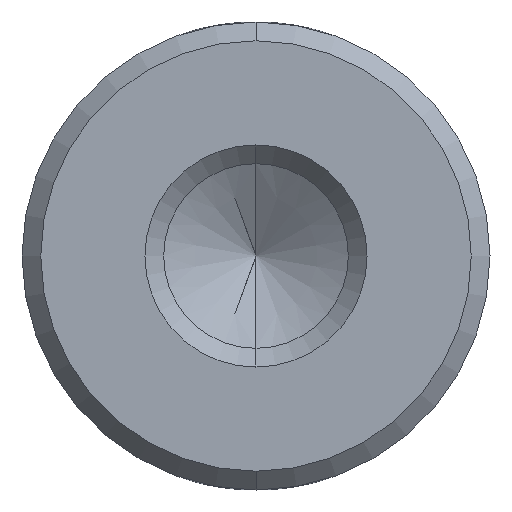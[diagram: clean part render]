
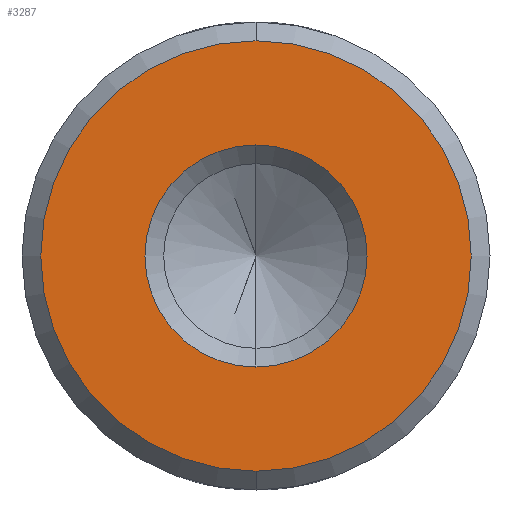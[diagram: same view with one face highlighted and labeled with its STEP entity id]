
A CAD part, front view. The second image highlights one B-rep face of the part: STEP entity #3287.
In plain terms, the highlighted planar face has unit normal (0, -1, 0).
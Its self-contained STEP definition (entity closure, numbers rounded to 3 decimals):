
#136 = CIRCLE ( 'NONE', #938, 5.829 ) ;
#149 = EDGE_CURVE ( 'NONE', #256, #3121, #185, .T. ) ;
#185 = CIRCLE ( 'NONE', #369, 3.008 ) ;
#196 = CARTESIAN_POINT ( 'NONE',  ( 0., 0., 5.829 ) ) ;
#256 = VERTEX_POINT ( 'NONE', #1343 ) ;
#285 = ORIENTED_EDGE ( 'NONE', *, *, #1868, .F. ) ;
#332 = FACE_OUTER_BOUND ( 'NONE', #2315, .T. ) ;
#369 = AXIS2_PLACEMENT_3D ( 'NONE', #2320, #502, #3387 ) ;
#502 = DIRECTION ( 'NONE',  ( 0., 1., 0. ) ) ;
#515 = ORIENTED_EDGE ( 'NONE', *, *, #535, .T. ) ;
#535 = EDGE_CURVE ( 'NONE', #3121, #256, #1865, .T. ) ;
#553 = CARTESIAN_POINT ( 'NONE',  ( 0., 0., 0. ) ) ;
#584 = EDGE_LOOP ( 'NONE', ( #515, #773 ) ) ;
#756 = DIRECTION ( 'NONE',  ( 0., 1., 0. ) ) ;
#773 = ORIENTED_EDGE ( 'NONE', *, *, #149, .T. ) ;
#937 = CARTESIAN_POINT ( 'NONE',  ( 0., 0., -3.008 ) ) ;
#938 = AXIS2_PLACEMENT_3D ( 'NONE', #1403, #3256, #1658 ) ;
#1055 = CARTESIAN_POINT ( 'NONE',  ( 0., 0., 0. ) ) ;
#1199 = CARTESIAN_POINT ( 'NONE',  ( 0., 0., -5.829 ) ) ;
#1321 = DIRECTION ( 'NONE',  ( 0., 0., 1. ) ) ;
#1341 = CIRCLE ( 'NONE', #2093, 5.829 ) ;
#1343 = CARTESIAN_POINT ( 'NONE',  ( 0., 0., 3.008 ) ) ;
#1403 = CARTESIAN_POINT ( 'NONE',  ( 0., 0., 0. ) ) ;
#1513 = PLANE ( 'NONE',  #3402 ) ;
#1658 = DIRECTION ( 'NONE',  ( 0., 0., 1. ) ) ;
#1734 = ORIENTED_EDGE ( 'NONE', *, *, #2995, .F. ) ;
#1865 = CIRCLE ( 'NONE', #2530, 3.008 ) ;
#1868 = EDGE_CURVE ( 'NONE', #2141, #2873, #136, .T. ) ;
#2030 = DIRECTION ( 'NONE',  ( 0., 1., 0. ) ) ;
#2093 = AXIS2_PLACEMENT_3D ( 'NONE', #1055, #2903, #1321 ) ;
#2141 = VERTEX_POINT ( 'NONE', #1199 ) ;
#2297 = CARTESIAN_POINT ( 'NONE',  ( 5.829, 0., 0. ) ) ;
#2315 = EDGE_LOOP ( 'NONE', ( #1734, #285 ) ) ;
#2320 = CARTESIAN_POINT ( 'NONE',  ( 0., 0., 0. ) ) ;
#2530 = AXIS2_PLACEMENT_3D ( 'NONE', #553, #2030, #2958 ) ;
#2576 = DIRECTION ( 'NONE',  ( 0., 0., 1. ) ) ;
#2873 = VERTEX_POINT ( 'NONE', #196 ) ;
#2903 = DIRECTION ( 'NONE',  ( 0., 1., 0. ) ) ;
#2958 = DIRECTION ( 'NONE',  ( 0., 0., 1. ) ) ;
#2995 = EDGE_CURVE ( 'NONE', #2873, #2141, #1341, .T. ) ;
#3051 = FACE_BOUND ( 'NONE', #584, .T. ) ;
#3121 = VERTEX_POINT ( 'NONE', #937 ) ;
#3256 = DIRECTION ( 'NONE',  ( 0., 1., 0. ) ) ;
#3287 = ADVANCED_FACE ( 'NONE', ( #3051, #332 ), #1513, .F. ) ;
#3387 = DIRECTION ( 'NONE',  ( 0., 0., 1. ) ) ;
#3402 = AXIS2_PLACEMENT_3D ( 'NONE', #2297, #756, #2576 ) ;
